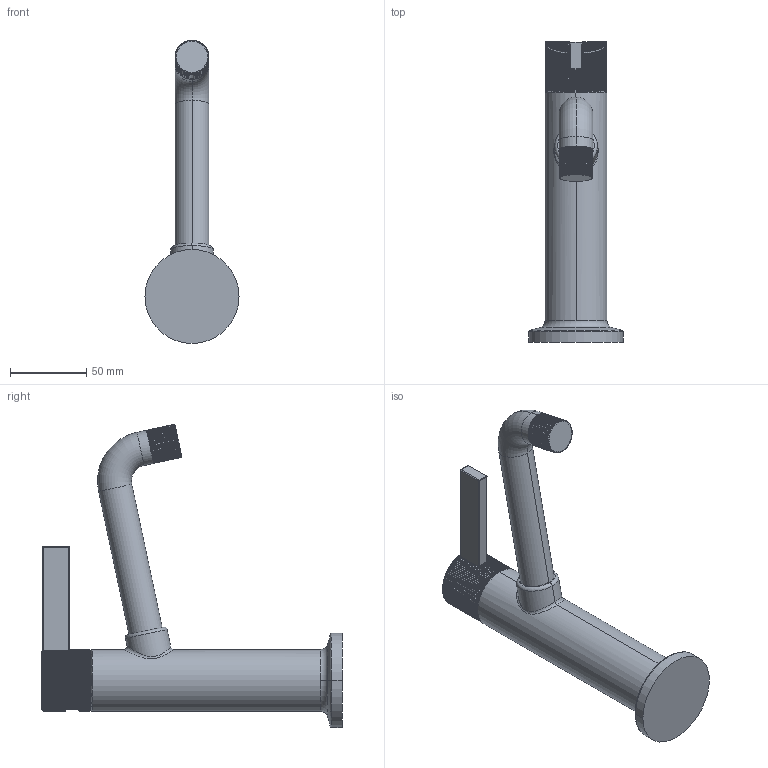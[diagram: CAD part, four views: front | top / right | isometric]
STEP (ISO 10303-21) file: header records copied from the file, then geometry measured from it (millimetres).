
FILE_DESCRIPTION((''),'2;1');
FILE_NAME('3233_SW0001','2024-05-17T19:36:12',('nehatek'),(''),'CREO PARAMETRIC BY PTC INC, 2023134','CREO PARAMETRIC BY PTC INC, 2023134','');
FILE_SCHEMA(('CONFIG_CONTROL_DESIGN'));
Length unit declared in the file: inch
Products named in the file (1): 3233_SW0001
Bounding box: 61.72 x 196.94 x 198.75 mm (x, y, z)
Volume: 340195.3 mm3; surface area: 52918.2 mm2
Topology: 1 solids, 1 shells, 650 faces, 1856 edges, 1210 vertices
Faces by surface type: plane 361, cylinder 237, torus 28, sphere 16, bspline 8
Entity records: 26132 total; most frequent: CARTESIAN_POINT 10040, ORIENTED_EDGE 3712, DIRECTION 2982, EDGE_CURVE 1856, VERTEX_POINT 1210, AXIS2_PLACEMENT_3D 1158, B_SPLINE_CURVE_WITH_KNOTS 674, VECTOR 666
